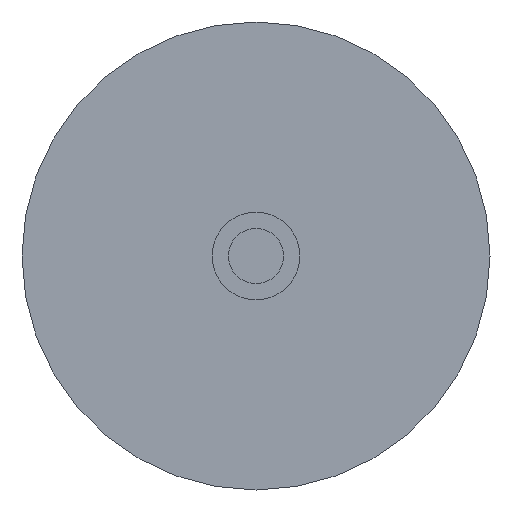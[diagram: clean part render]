
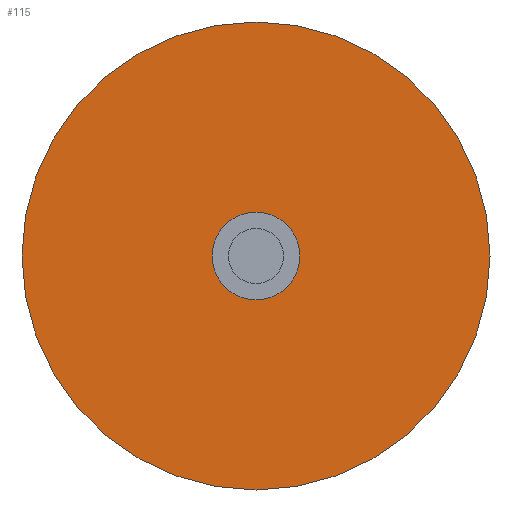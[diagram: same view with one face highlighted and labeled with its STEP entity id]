
A CAD part, front view. The second image highlights one B-rep face of the part: STEP entity #115.
In plain terms, the highlighted planar face has unit normal (0, -1, 0).
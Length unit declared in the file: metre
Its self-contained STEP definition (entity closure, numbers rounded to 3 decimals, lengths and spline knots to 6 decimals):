
#13=PLANE('',#142);
#22=ORIENTED_EDGE('',*,*,#41,.T.);
#23=ORIENTED_EDGE('',*,*,#39,.F.);
#39=EDGE_CURVE('',#49,#49,#59,.T.);
#41=EDGE_CURVE('',#51,#51,#61,.T.);
#49=VERTEX_POINT('',#207);
#51=VERTEX_POINT('',#213);
#59=CIRCLE('',#139,0.0254);
#61=CIRCLE('',#143,0.004758);
#72=EDGE_LOOP('',(#22));
#73=EDGE_LOOP('',(#23));
#92=FACE_BOUND('',#72,.T.);
#93=FACE_BOUND('',#73,.T.);
#115=ADVANCED_FACE('',(#92,#93),#13,.F.);
#139=AXIS2_PLACEMENT_3D('',#206,#164,#165);
#142=AXIS2_PLACEMENT_3D('',#211,#170,#171);
#143=AXIS2_PLACEMENT_3D('',#212,#172,#173);
#164=DIRECTION('',(0.,1.,0.));
#165=DIRECTION('',(1.,0.,0.));
#170=DIRECTION('',(0.,1.,0.));
#171=DIRECTION('',(1.,0.,0.));
#172=DIRECTION('',(0.,1.,0.));
#173=DIRECTION('',(1.,0.,0.));
#206=CARTESIAN_POINT('',(0.,0.,0.));
#207=CARTESIAN_POINT('',(0.0254,0.,0.));
#211=CARTESIAN_POINT('',(0.,0.,0.));
#212=CARTESIAN_POINT('',(0.,0.,0.));
#213=CARTESIAN_POINT('',(0.004758,0.,0.));
